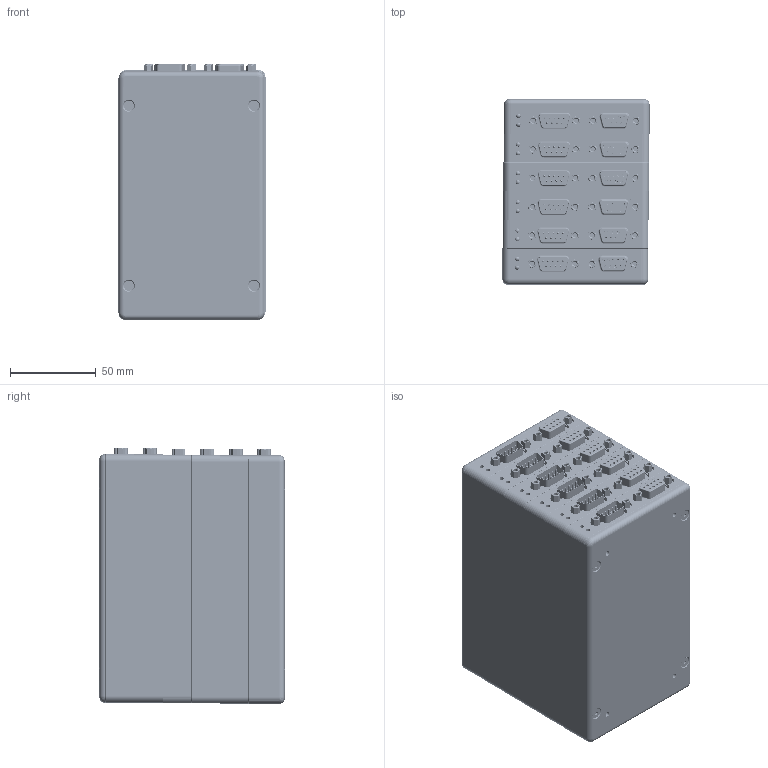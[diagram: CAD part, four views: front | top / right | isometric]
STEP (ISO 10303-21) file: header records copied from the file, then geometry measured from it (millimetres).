
FILE_DESCRIPTION (( 'STEP AP214' ), '1' );
FILE_NAME ('MMC-X00-06XX0.STEP', '2025-02-11T18:10:42', ( '' ), ( '' ), 'SwSTEP 2.0', 'SolidWorks 2023', '' );
FILE_SCHEMA (( 'AUTOMOTIVE_DESIGN' ));
Length unit declared in the file: millimetre
Products named in the file (20): 410014 PCB, Assembled, MMC-100_Bottom Board; USB mini; MMC-100_Bottom Controller - Stack; SCREW, SHCS-F, M-DIN_M3 x 0.5 x 14mm; SCREW, SHCS-F, M-DIN_M3 x 0.5 x 08mm; RJ-11 955012641; D-sub 9 Male-SMT; D-sub 9 Female-SMT; 430220-F Module 2U, Housing Frame; 130008 D-sub Standoff; 430221-D Module 2U Cover Male; 430222-C Module 2U Cover Female; PCB (MMC-100); LED 2H - WP130WCP; 410014 PCB, Assembled, MMC-100_Intermediate Board; MMC-100_Top Controller - Stack; MMC-X00-06XX0; CUI MD-80S_MD-80S; MMC-100_Intermediate Controllers - Stack; CUI-PJ-002B-SMT_PJ-002B-SMT
Assembly tree (50 placements, depth 4):
  MMC-X00-06XX0
    MMC-100_Bottom Controller - Stack
      430220-F Module 2U, Housing Frame
      430222-C Module 2U Cover Female
      SCREW, SHCS-F, M-DIN_M3 x 0.5 x 14mm  x4
      130008 D-sub Standoff  x4
      410014 PCB, Assembled, MMC-100_Bottom Board
        PCB (MMC-100)
        CUI MD-80S_MD-80S
        CUI-PJ-002B-SMT_PJ-002B-SMT
        RJ-11 955012641
        USB mini
        D-sub 9 Male-SMT
        D-sub 9 Female-SMT
        LED 2H - WP130WCP
    MMC-100_Intermediate Controllers - Stack  x4
      430220-F Module 2U, Housing Frame
      130008 D-sub Standoff
      410014 PCB, Assembled, MMC-100_Intermediate Board
        PCB (MMC-100)
        CUI MD-80S_MD-80S
        CUI-PJ-002B-SMT_PJ-002B-SMT
        RJ-11 955012641
        USB mini
        D-sub 9 Male-SMT
        D-sub 9 Female-SMT
        LED 2H - WP130WCP
    MMC-100_Top Controller - Stack
      430220-F Module 2U, Housing Frame
      430221-D Module 2U Cover Male
      SCREW, SHCS-F, M-DIN_M3 x 0.5 x 08mm  x4
      130008 D-sub Standoff  x4
      410014 PCB, Assembled, MMC-100_Intermediate Board
        PCB (MMC-100)
        CUI MD-80S_MD-80S
        CUI-PJ-002B-SMT_PJ-002B-SMT
        RJ-11 955012641
        USB mini
        D-sub 9 Male-SMT
        D-sub 9 Female-SMT
        LED 2H - WP130WCP
Bounding box: 85.75 x 108 x 149.25 mm (x, y, z)
Volume: 344907 mm3; surface area: 356812.7 mm2
Topology: 124 solids, 124 shells, 8643 faces, 22610 edges, 14572 vertices
Faces by surface type: plane 5047, cylinder 2714, cone 460, torus 242, sphere 144, bspline 36
Entity records: 47114 total; most frequent: CARTESIAN_POINT 8377, DIRECTION 8102, ORIENTED_EDGE 7790, EDGE_CURVE 3895, AXIS2_PLACEMENT_3D 2714, LINE 2674, VECTOR 2674, VERTEX_POINT 2515
